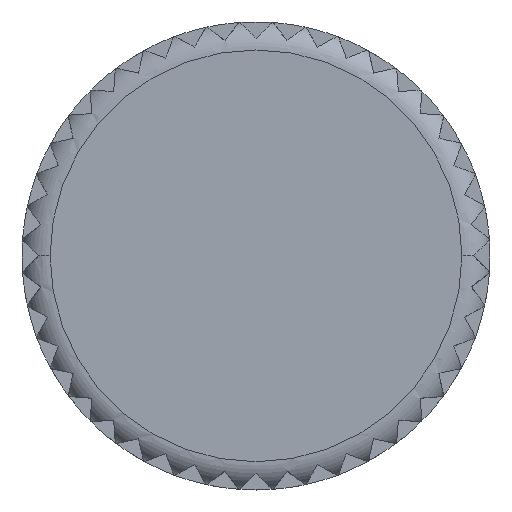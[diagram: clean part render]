
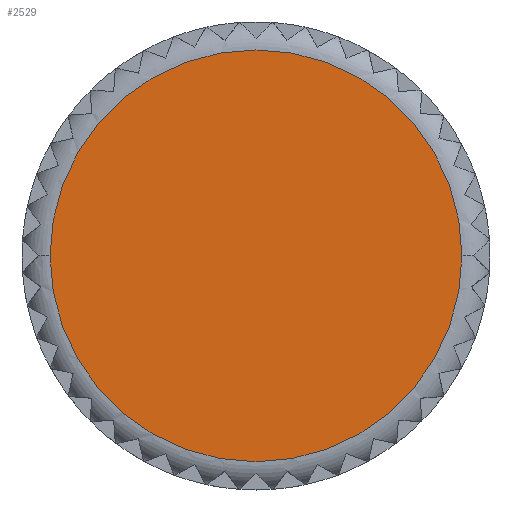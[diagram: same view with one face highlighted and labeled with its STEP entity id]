
A CAD part, top view. The second image highlights one B-rep face of the part: STEP entity #2529.
In plain terms, the highlighted planar face has unit normal (0, 0, 1).
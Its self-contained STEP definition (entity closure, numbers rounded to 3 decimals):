
#1683=EDGE_CURVE('',#2087,#2579,#3854,.T.);
#2009=EDGE_CURVE('',#2579,#2087,#4204,.T.);
#2087=VERTEX_POINT('',#4288);
#2529=ADVANCED_FACE('',(#4784),#4785,.T.);
#2579=VERTEX_POINT('',#4840);
#3854=CIRCLE('',#6825,11.0);
#4204=CIRCLE('',#7492,11.0);
#4288=CARTESIAN_POINT('',(11.0,0.,29.0));
#4784=FACE_OUTER_BOUND('',#8656,.T.);
#4785=PLANE('',#8657);
#4840=CARTESIAN_POINT('',(-11.0,0.,29.0));
#6825=AXIS2_PLACEMENT_3D('',#10721,#10722,#10723);
#7492=AXIS2_PLACEMENT_3D('',#11017,#11018,#11019);
#8656=EDGE_LOOP('',(#11909,#11910));
#8657=AXIS2_PLACEMENT_3D('',#11911,#11912,#11913);
#10721=CARTESIAN_POINT('',(0.0,0.,29.0));
#10722=DIRECTION('',(0.0,0.0,1.0));
#10723=DIRECTION('',(-1.0,0.,0.0));
#11017=CARTESIAN_POINT('',(0.0,0.,29.0));
#11018=DIRECTION('',(0.0,0.0,1.0));
#11019=DIRECTION('',(-1.0,0.,0.0));
#11909=ORIENTED_EDGE('',*,*,#2009,.T.);
#11910=ORIENTED_EDGE('',*,*,#1683,.T.);
#11911=CARTESIAN_POINT('',(-5.5,0.,29.0));
#11912=DIRECTION('',(0.0,0.0,1.0));
#11913=DIRECTION('',(-1.0,0.,0.0));
